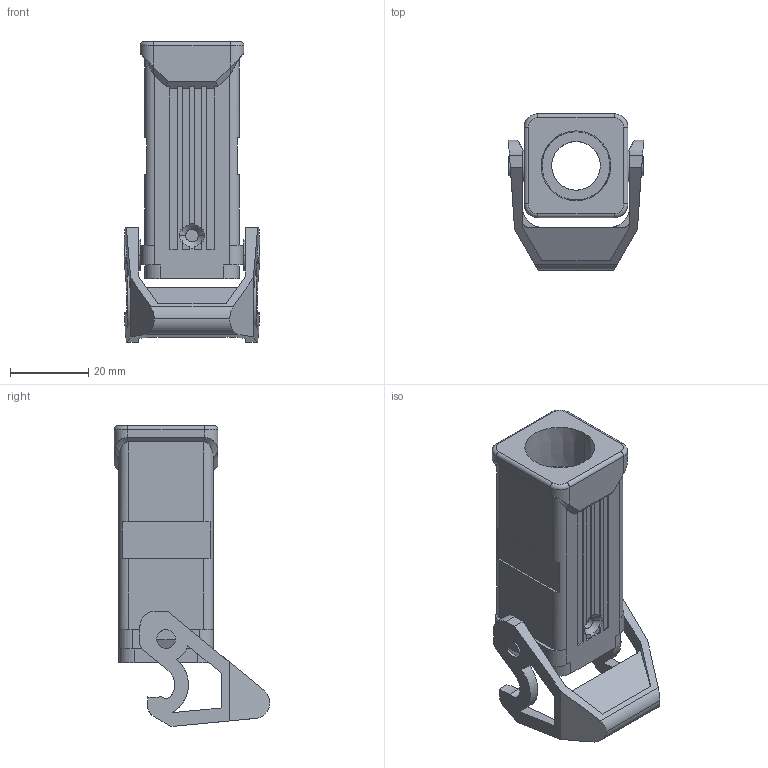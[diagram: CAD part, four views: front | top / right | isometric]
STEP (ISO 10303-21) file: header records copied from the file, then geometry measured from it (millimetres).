
FILE_DESCRIPTION(/* description */ ('Alibre Inc.'),/* implementation_level */ '2;1');
FILE_NAME(/* name */ 'export-BC1206FB-CCD1-4C63-B2A4-7980A68337FC',/* time_stamp */ '2023-02-02T18:02:17+01:00',/* author */ (''),/* organization */ (''),/* preprocessor_version */ 'ST-DEVELOPER v17',/* originating_system */ 'Alibre',/* authorisation */ '');
FILE_SCHEMA (('AUTOMOTIVE_DESIGN'));
Length unit declared in the file: millimetre
Products named in the file (2): 1419238_HC_STA_D07_CHWS_1TTM20_EL_AL-select
Bounding box: 34.51 x 39.76 x 76.76 mm (x, y, z)
Volume: 17455 mm3; surface area: 14630.1 mm2
Topology: 1 solids, 1 shells, 210 faces, 597 edges, 390 vertices
Faces by surface type: plane 127, cylinder 66, bspline 8, cone 5, torus 4
Entity records: 12801 total; most frequent: CARTESIAN_POINT 7215, ORIENTED_EDGE 1194, DIRECTION 968, EDGE_CURVE 597, VERTEX_POINT 390, VECTOR 367, LINE 367, AXIS2_PLACEMENT_3D 366
